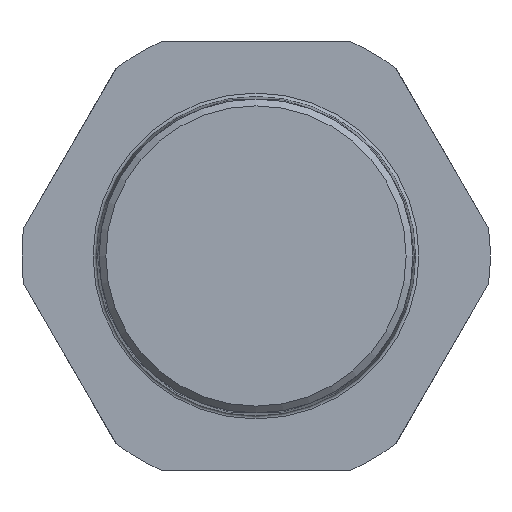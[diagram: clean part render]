
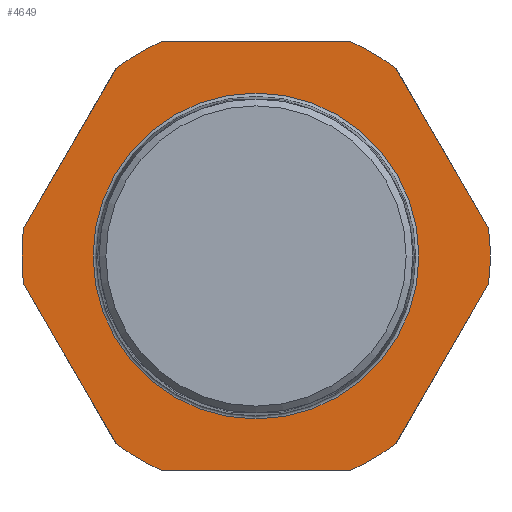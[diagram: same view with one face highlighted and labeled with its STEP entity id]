
A CAD part, front view. The second image highlights one B-rep face of the part: STEP entity #4649.
In plain terms, the highlighted planar face has unit normal (0, -1, 0).
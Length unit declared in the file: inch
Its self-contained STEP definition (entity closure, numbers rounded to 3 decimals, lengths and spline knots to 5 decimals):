
#221=FACE_BOUND('',#1129,.T.);
#280=LINE('',#8018,#471);
#283=LINE('',#8048,#474);
#286=LINE('',#8078,#477);
#289=LINE('',#8108,#480);
#292=LINE('',#8128,#483);
#295=LINE('',#8171,#486);
#471=VECTOR('',#6038,0.3937);
#474=VECTOR('',#6043,0.3937);
#477=VECTOR('',#6048,0.3937);
#480=VECTOR('',#6053,0.3937);
#483=VECTOR('',#6058,0.3937);
#486=VECTOR('',#6063,0.3937);
#693=PLANE('',#5127);
#866=FACE_OUTER_BOUND('',#1128,.T.);
#1128=EDGE_LOOP('',(#3391,#3392,#3393,#3394,#3395,#3396,#3397,#3398,#3399,
#3400,#3401,#3402));
#1129=EDGE_LOOP('',(#3403,#3404));
#1466=CIRCLE('',#5111,1.3937);
#1468=CIRCLE('',#5114,1.3937);
#1469=CIRCLE('',#5116,1.3937);
#1472=CIRCLE('',#5120,1.3937);
#1473=CIRCLE('',#5122,1.3937);
#1477=CIRCLE('',#5128,1.3937);
#1478=CIRCLE('',#5129,0.96969);
#1479=CIRCLE('',#5130,0.96969);
#1822=VERTEX_POINT('',#8015);
#1823=VERTEX_POINT('',#8017);
#1826=VERTEX_POINT('',#8045);
#1827=VERTEX_POINT('',#8047);
#1830=VERTEX_POINT('',#8075);
#1831=VERTEX_POINT('',#8077);
#1834=VERTEX_POINT('',#8105);
#1835=VERTEX_POINT('',#8107);
#1838=VERTEX_POINT('',#8125);
#1839=VERTEX_POINT('',#8127);
#1843=VERTEX_POINT('',#8168);
#1844=VERTEX_POINT('',#8170);
#1845=VERTEX_POINT('',#8193);
#1846=VERTEX_POINT('',#8194);
#2369=EDGE_CURVE('',#1823,#1822,#280,.T.);
#2373=EDGE_CURVE('',#1827,#1826,#283,.T.);
#2377=EDGE_CURVE('',#1831,#1830,#286,.T.);
#2381=EDGE_CURVE('',#1835,#1834,#289,.T.);
#2385=EDGE_CURVE('',#1839,#1838,#292,.T.);
#2390=EDGE_CURVE('',#1844,#1843,#295,.T.);
#2393=EDGE_CURVE('',#1844,#1834,#1466,.T.);
#2395=EDGE_CURVE('',#1835,#1830,#1468,.T.);
#2396=EDGE_CURVE('',#1827,#1838,#1469,.T.);
#2399=EDGE_CURVE('',#1831,#1826,#1472,.T.);
#2400=EDGE_CURVE('',#1823,#1843,#1473,.T.);
#2404=EDGE_CURVE('',#1839,#1822,#1477,.T.);
#2405=EDGE_CURVE('',#1845,#1846,#1478,.T.);
#2406=EDGE_CURVE('',#1846,#1845,#1479,.T.);
#3391=ORIENTED_EDGE('',*,*,#2369,.T.);
#3392=ORIENTED_EDGE('',*,*,#2404,.F.);
#3393=ORIENTED_EDGE('',*,*,#2385,.T.);
#3394=ORIENTED_EDGE('',*,*,#2396,.F.);
#3395=ORIENTED_EDGE('',*,*,#2373,.T.);
#3396=ORIENTED_EDGE('',*,*,#2399,.F.);
#3397=ORIENTED_EDGE('',*,*,#2377,.T.);
#3398=ORIENTED_EDGE('',*,*,#2395,.F.);
#3399=ORIENTED_EDGE('',*,*,#2381,.T.);
#3400=ORIENTED_EDGE('',*,*,#2393,.F.);
#3401=ORIENTED_EDGE('',*,*,#2390,.T.);
#3402=ORIENTED_EDGE('',*,*,#2400,.F.);
#3403=ORIENTED_EDGE('',*,*,#2405,.T.);
#3404=ORIENTED_EDGE('',*,*,#2406,.T.);
#4649=ADVANCED_FACE('',(#866,#221),#693,.T.);
#5111=AXIS2_PLACEMENT_3D('',#8175,#6069,#6070);
#5114=AXIS2_PLACEMENT_3D('',#8178,#6075,#6076);
#5116=AXIS2_PLACEMENT_3D('',#8180,#6079,#6080);
#5120=AXIS2_PLACEMENT_3D('',#8184,#6087,#6088);
#5122=AXIS2_PLACEMENT_3D('',#8186,#6091,#6092);
#5127=AXIS2_PLACEMENT_3D('',#8191,#6101,#6102);
#5128=AXIS2_PLACEMENT_3D('',#8192,#6103,#6104);
#5129=AXIS2_PLACEMENT_3D('',#8195,#6105,#6106);
#5130=AXIS2_PLACEMENT_3D('',#8196,#6107,#6108);
#6038=DIRECTION('',(-0.5,0.,0.866));
#6043=DIRECTION('',(-0.5,0.,-0.866));
#6048=DIRECTION('',(0.5,0.,-0.866));
#6053=DIRECTION('',(1.,0.,0.));
#6058=DIRECTION('',(-1.,0.,0.));
#6063=DIRECTION('',(0.5,0.,0.866));
#6069=DIRECTION('center_axis',(0.,1.,0.));
#6070=DIRECTION('ref_axis',(0.,0.,
-1.));
#6075=DIRECTION('center_axis',(0.,1.,0.));
#6076=DIRECTION('ref_axis',(0.,0.,
-1.));
#6079=DIRECTION('center_axis',(0.,1.,0.));
#6080=DIRECTION('ref_axis',(0.,0.,
-1.));
#6087=DIRECTION('center_axis',(0.,1.,0.));
#6088=DIRECTION('ref_axis',(0.,0.,
-1.));
#6091=DIRECTION('center_axis',(0.,1.,0.));
#6092=DIRECTION('ref_axis',(0.,0.,
-1.));
#6101=DIRECTION('center_axis',(0.,-1.,0.));
#6102=DIRECTION('ref_axis',(0.,0.,
1.));
#6103=DIRECTION('center_axis',(0.,1.,0.));
#6104=DIRECTION('ref_axis',(0.,0.,
-1.));
#6105=DIRECTION('center_axis',(0.,1.,0.));
#6106=DIRECTION('ref_axis',(0.,0.,
-1.));
#6107=DIRECTION('center_axis',(0.,1.,0.));
#6108=DIRECTION('ref_axis',(0.,0.,
-1.));
#8015=CARTESIAN_POINT('',(0.83187,-0.13535,1.11821));
#8017=CARTESIAN_POINT('',(1.38433,-0.13535,0.16132));
#8018=CARTESIAN_POINT('',(1.07201,-0.13535,0.70229));
#8045=CARTESIAN_POINT('',(-1.38433,-0.13535,0.16132));
#8047=CARTESIAN_POINT('',(-0.83187,-0.13535,1.11821));
#8048=CARTESIAN_POINT('',(-1.1442,-0.13535,0.57724));
#8075=CARTESIAN_POINT('',(-0.83187,-0.13535,-1.11821));
#8077=CARTESIAN_POINT('',(-1.38433,-0.13535,-0.16132));
#8078=CARTESIAN_POINT('',(-1.42043,-0.13535,-0.0988));
#8105=CARTESIAN_POINT('',(0.55246,-0.13535,-1.27953));
#8107=CARTESIAN_POINT('',(-0.55246,-0.13535,-1.27953));
#8108=CARTESIAN_POINT('',(-0.97308,-0.13535,-1.27953));
#8125=CARTESIAN_POINT('',(-0.55246,-0.13535,1.27953));
#8127=CARTESIAN_POINT('',(0.55246,-0.13535,1.27953));
#8128=CARTESIAN_POINT('',(-0.42062,-0.13535,1.27953));
#8168=CARTESIAN_POINT('',(1.38433,-0.13535,-0.16132));
#8170=CARTESIAN_POINT('',(0.83187,-0.13535,-1.11821));
#8171=CARTESIAN_POINT('',(0.79578,-0.13535,-1.18073));
#8175=CARTESIAN_POINT('Origin',(0.,-0.13535,
0.));
#8178=CARTESIAN_POINT('Origin',(0.,-0.13535,
0.));
#8180=CARTESIAN_POINT('Origin',(0.,-0.13535,
0.));
#8184=CARTESIAN_POINT('Origin',(0.,-0.13535,
0.));
#8186=CARTESIAN_POINT('Origin',(0.,-0.13535,
0.));
#8191=CARTESIAN_POINT('Origin',(-1.3937,-0.13535,0.));
#8192=CARTESIAN_POINT('Origin',(0.,-0.13535,
0.));
#8193=CARTESIAN_POINT('',(-0.96969,-0.13535,0.));
#8194=CARTESIAN_POINT('',(0.,-0.13535,0.96969));
#8195=CARTESIAN_POINT('Origin',(0.,-0.13535,
0.));
#8196=CARTESIAN_POINT('Origin',(0.,-0.13535,
0.));
